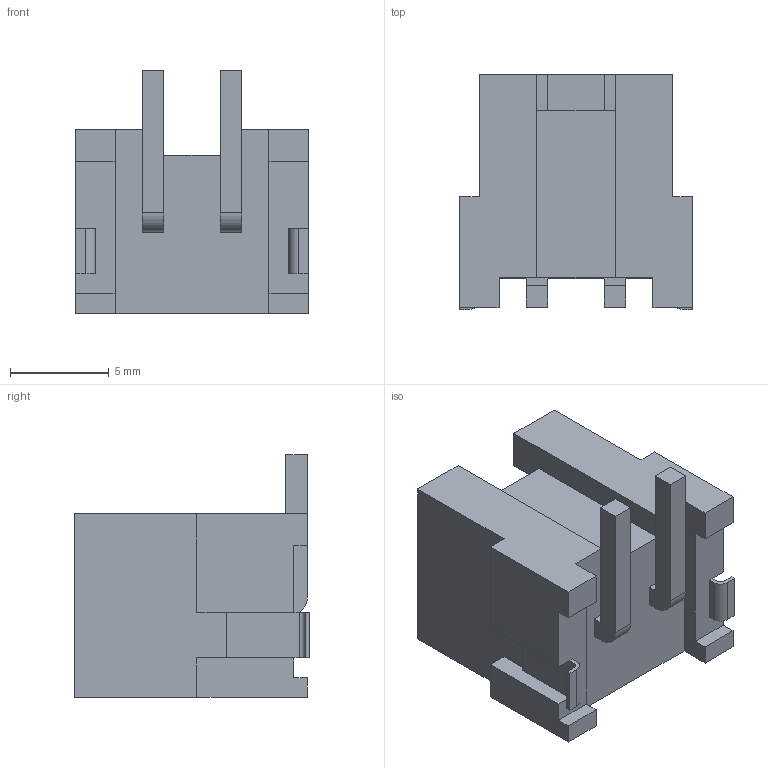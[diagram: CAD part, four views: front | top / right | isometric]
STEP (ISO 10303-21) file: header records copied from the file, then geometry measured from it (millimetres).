
FILE_DESCRIPTION (( 'STEP AP203' ), '1' );
FILE_NAME ('蕾泂VH-2A.STEP', '2024-09-05T02:26:51', ( '' ), ( '' ), 'SwSTEP 2.0', 'SolidWorks 2016', '' );
FILE_SCHEMA (( 'CONFIG_CONTROL_DESIGN' ));
Length unit declared in the file: millimetre
Products named in the file (1): 蕾泂VH-2A
Bounding box: 11.8 x 11.9 x 12.3 mm (x, y, z)
Volume: 540.3 mm3; surface area: 1138.2 mm2
Topology: 1 solids, 1 shells, 90 faces, 248 edges, 164 vertices
Faces by surface type: plane 84, cylinder 6
Entity records: 2889 total; most frequent: CARTESIAN_POINT 503, ORIENTED_EDGE 496, DIRECTION 442, EDGE_CURVE 248, VECTOR 236, LINE 236, VERTEX_POINT 164, AXIS2_PLACEMENT_3D 103
